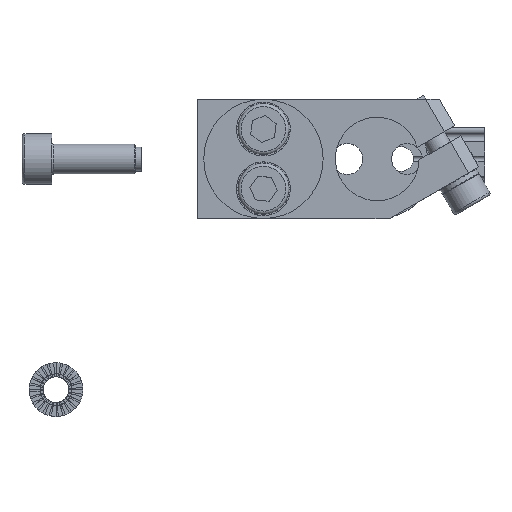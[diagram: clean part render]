
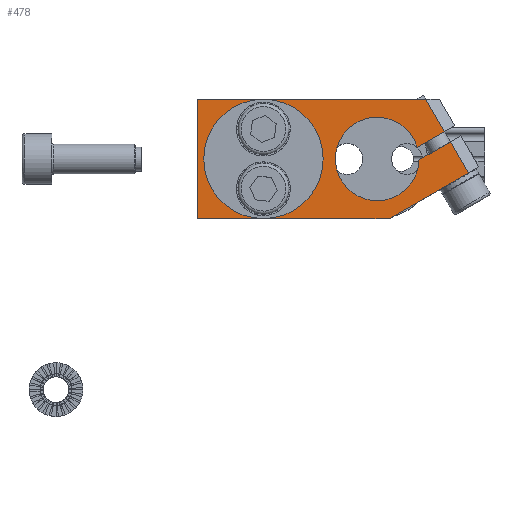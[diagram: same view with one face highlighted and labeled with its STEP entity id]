
A CAD part, top view. The second image highlights one B-rep face of the part: STEP entity #478.
In plain terms, the highlighted planar face has unit normal (0, 0, 1).
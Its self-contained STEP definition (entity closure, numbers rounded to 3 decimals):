
#478 = ADVANCED_FACE( '', ( #1362, #1363 ), #1364, .F. );
#1362 = FACE_BOUND( '', #2681, .T. );
#1363 = FACE_OUTER_BOUND( '', #2682, .T. );
#1364 = PLANE( '', #2683 );
#2681 = EDGE_LOOP( '', ( #4045 ) );
#2682 = EDGE_LOOP( '', ( #4046, #4047, #4048, #4049, #4050, #4051, #4052, #4053, #4054 ) );
#2683 = AXIS2_PLACEMENT_3D( '', #4055, #4056, #4057 );
#4045 = ORIENTED_EDGE( '', *, *, #8295, .T. );
#4046 = ORIENTED_EDGE( '', *, *, #8296, .F. );
#4047 = ORIENTED_EDGE( '', *, *, #8297, .T. );
#4048 = ORIENTED_EDGE( '', *, *, #8298, .F. );
#4049 = ORIENTED_EDGE( '', *, *, #8299, .T. );
#4050 = ORIENTED_EDGE( '', *, *, #8300, .T. );
#4051 = ORIENTED_EDGE( '', *, *, #8301, .F. );
#4052 = ORIENTED_EDGE( '', *, *, #8302, .F. );
#4053 = ORIENTED_EDGE( '', *, *, #8303, .F. );
#4054 = ORIENTED_EDGE( '', *, *, #8304, .T. );
#4055 = CARTESIAN_POINT( '', ( -65., 10., 10. ) );
#4056 = DIRECTION( '', ( 0., 0., -1. ) );
#4057 = DIRECTION( '', ( -1., 0., 0. ) );
#8295 = EDGE_CURVE( '', #10071, #10071, #10072, .T. );
#8296 = EDGE_CURVE( '', #10073, #10074, #10075, .T. );
#8297 = EDGE_CURVE( '', #10073, #10076, #10077, .T. );
#8298 = EDGE_CURVE( '', #10078, #10076, #10079, .T. );
#8299 = EDGE_CURVE( '', #10078, #10080, #10081, .T. );
#8300 = EDGE_CURVE( '', #10080, #10082, #10083, .T. );
#8301 = EDGE_CURVE( '', #10084, #10082, #10085, .T. );
#8302 = EDGE_CURVE( '', #10086, #10084, #10087, .F. );
#8303 = EDGE_CURVE( '', #10088, #10086, #10089, .T. );
#8304 = EDGE_CURVE( '', #10088, #10074, #10090, .T. );
#10071 = VERTEX_POINT( '', #12966 );
#10072 = CIRCLE( '', #12967, 8.55 );
#10073 = VERTEX_POINT( '', #12968 );
#10074 = VERTEX_POINT( '', #12969 );
#10075 = LINE( '', #12970, #12971 );
#10076 = VERTEX_POINT( '', #12972 );
#10077 = LINE( '', #12973, #12974 );
#10078 = VERTEX_POINT( '', #12975 );
#10079 = LINE( '', #12976, #12977 );
#10080 = VERTEX_POINT( '', #12978 );
#10081 = LINE( '', #12979, #12980 );
#10082 = VERTEX_POINT( '', #12981 );
#10083 = LINE( '', #12982, #12983 );
#10084 = VERTEX_POINT( '', #12984 );
#10085 = LINE( '', #12985, #12986 );
#10086 = VERTEX_POINT( '', #12987 );
#10087 = CIRCLE( '', #12988, 7. );
#10088 = VERTEX_POINT( '', #12989 );
#10089 = LINE( '', #12990, #12991 );
#10090 = LINE( '', #12992, #12993 );
#12966 = CARTESIAN_POINT( '', ( -27.6, 0., 10. ) );
#12967 = AXIS2_PLACEMENT_3D( '', #16453, #16454, #16455 );
#12968 = CARTESIAN_POINT( '', ( -30.1, 10., 10. ) );
#12969 = CARTESIAN_POINT( '', ( 8.144, 10., 10. ) );
#12970 = CARTESIAN_POINT( '', ( -65., 10., 10. ) );
#12971 = VECTOR( '', #16456, 1000. );
#12972 = CARTESIAN_POINT( '', ( -30.1, -10., 10. ) );
#12973 = CARTESIAN_POINT( '', ( -30.1, 10., 10. ) );
#12974 = VECTOR( '', #16457, 1000. );
#12975 = CARTESIAN_POINT( '', ( 2., -10., 10. ) );
#12976 = CARTESIAN_POINT( '', ( 17., -10., 10. ) );
#12977 = VECTOR( '', #16458, 1000. );
#12978 = CARTESIAN_POINT( '', ( 15.268, -2.34, 10. ) );
#12979 = CARTESIAN_POINT( '', ( -39.59, -34.012, 10. ) );
#12980 = VECTOR( '', #16459, 1000. );
#12981 = CARTESIAN_POINT( '', ( 12.268, 2.856, 10. ) );
#12982 = CARTESIAN_POINT( '', ( -10.142, 41.672, 10. ) );
#12983 = VECTOR( '', #16460, 1000. );
#12984 = CARTESIAN_POINT( '', ( 6.998, -0.186, 10. ) );
#12985 = CARTESIAN_POINT( '', ( 1.01, -3.644, 10. ) );
#12986 = VECTOR( '', #16461, 1000. );
#12987 = CARTESIAN_POINT( '', ( 6.719, 1.962, 10. ) );
#12988 = AXIS2_PLACEMENT_3D( '', #16462, #16463, #16464 );
#12989 = CARTESIAN_POINT( '', ( 11.268, 4.588, 10. ) );
#12990 = CARTESIAN_POINT( '', ( 13., 5.588, 10. ) );
#12991 = VECTOR( '', #16465, 1000. );
#12992 = CARTESIAN_POINT( '', ( -10.142, 41.672, 10. ) );
#12993 = VECTOR( '', #16466, 1000. );
#16453 = CARTESIAN_POINT( '', ( -19.05, 0., 10. ) );
#16454 = DIRECTION( '', ( 0., 0., -1. ) );
#16455 = DIRECTION( '', ( -1., 0., 0. ) );
#16456 = DIRECTION( '', ( 1., 0., 0. ) );
#16457 = DIRECTION( '', ( 0., -1., 0. ) );
#16458 = DIRECTION( '', ( -1., 0., 0. ) );
#16459 = DIRECTION( '', ( 0.866, 0.5, 0. ) );
#16460 = DIRECTION( '', ( -0.5, 0.866, 0. ) );
#16461 = DIRECTION( '', ( 0.866, 0.5, 0. ) );
#16462 = CARTESIAN_POINT( '', ( 0., 0., 10. ) );
#16463 = DIRECTION( '', ( 0., 0., -1. ) );
#16464 = DIRECTION( '', ( -1., 0., 0. ) );
#16465 = DIRECTION( '', ( -0.866, -0.5, 0. ) );
#16466 = DIRECTION( '', ( -0.5, 0.866, 0. ) );
